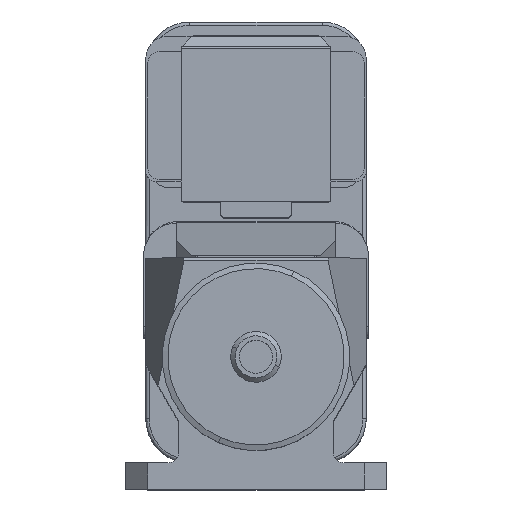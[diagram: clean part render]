
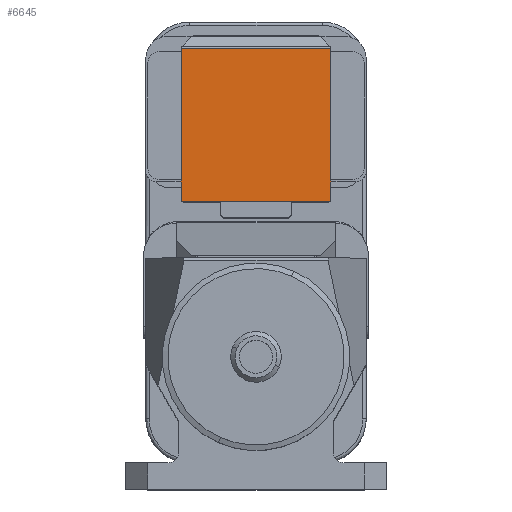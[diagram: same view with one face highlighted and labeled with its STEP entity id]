
A CAD part, top view. The second image highlights one B-rep face of the part: STEP entity #6645.
In plain terms, the highlighted planar face has unit normal (0, 0, 1).
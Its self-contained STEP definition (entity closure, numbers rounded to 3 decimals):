
#38 = DIRECTION ( 'NONE',  ( -1., 0., 0. ) ) ;
#39 = DIRECTION ( 'NONE',  ( 0., 0., -1. ) ) ;
#41 = CARTESIAN_POINT ( 'NONE',  ( -34., 146., 154.2 ) ) ;
#5396 = FACE_OUTER_BOUND ( 'NONE', #6646, .T. ) ;
#5605 = PLANE ( 'NONE',  #10130 ) ;
#5627 = CARTESIAN_POINT ( 'NONE',  ( 34., 71., 154.2 ) ) ;
#5628 = DIRECTION ( 'NONE',  ( -1., 0., 0. ) ) ;
#5629 = VECTOR ( 'NONE', #5628, 1000. ) ;
#5630 = CARTESIAN_POINT ( 'NONE',  ( -34., 71., 154.2 ) ) ;
#5631 = LINE ( 'NONE', #5630, #5629 ) ;
#5632 = CARTESIAN_POINT ( 'NONE',  ( -34., 71., 154.2 ) ) ;
#5633 = DIRECTION ( 'NONE',  ( 0., 1., 0. ) ) ;
#5634 = VECTOR ( 'NONE', #5633, 1000. ) ;
#5635 = CARTESIAN_POINT ( 'NONE',  ( -34., 71., 154.2 ) ) ;
#5636 = LINE ( 'NONE', #5635, #5634 ) ;
#5637 = CARTESIAN_POINT ( 'NONE',  ( 34., 140.096, 154.2 ) ) ;
#5638 = CARTESIAN_POINT ( 'NONE',  ( -34., 140.096, 154.2 ) ) ;
#5639 = DIRECTION ( 'NONE',  ( 1., 0., 0. ) ) ;
#5640 = VECTOR ( 'NONE', #5639, 1000. ) ;
#5641 = CARTESIAN_POINT ( 'NONE',  ( -34., 140.096, 154.2 ) ) ;
#5642 = LINE ( 'NONE', #5641, #5640 ) ;
#5734 = DIRECTION ( 'NONE',  ( 0., -1., 0. ) ) ;
#5735 = VECTOR ( 'NONE', #5734, 1000. ) ;
#5736 = CARTESIAN_POINT ( 'NONE',  ( 34., 71., 154.2 ) ) ;
#5737 = LINE ( 'NONE', #5736, #5735 ) ;
#6645 = ADVANCED_FACE ( 'NONE', ( #5396 ), #5605, .F. ) ;
#6646 = EDGE_LOOP ( 'NONE', ( #6647, #6651, #6654, #6658 ) ) ;
#6647 = ORIENTED_EDGE ( 'NONE', *, *, #6648, .F. ) ;
#6648 = EDGE_CURVE ( 'NONE', #6649, #6650, #5642, .T. ) ;
#6649 = VERTEX_POINT ( 'NONE', #5638 ) ;
#6650 = VERTEX_POINT ( 'NONE', #5637 ) ;
#6651 = ORIENTED_EDGE ( 'NONE', *, *, #6652, .F. ) ;
#6652 = EDGE_CURVE ( 'NONE', #6653, #6649, #5636, .T. ) ;
#6653 = VERTEX_POINT ( 'NONE', #5632 ) ;
#6654 = ORIENTED_EDGE ( 'NONE', *, *, #6655, .F. ) ;
#6655 = EDGE_CURVE ( 'NONE', #6656, #6653, #5631, .T. ) ;
#6656 = VERTEX_POINT ( 'NONE', #5627 ) ;
#6658 = ORIENTED_EDGE ( 'NONE', *, *, #6705, .F. ) ;
#6705 = EDGE_CURVE ( 'NONE', #6650, #6656, #5737, .T. ) ;
#10130 = AXIS2_PLACEMENT_3D ( 'NONE', #41, #39, #38 ) ;
